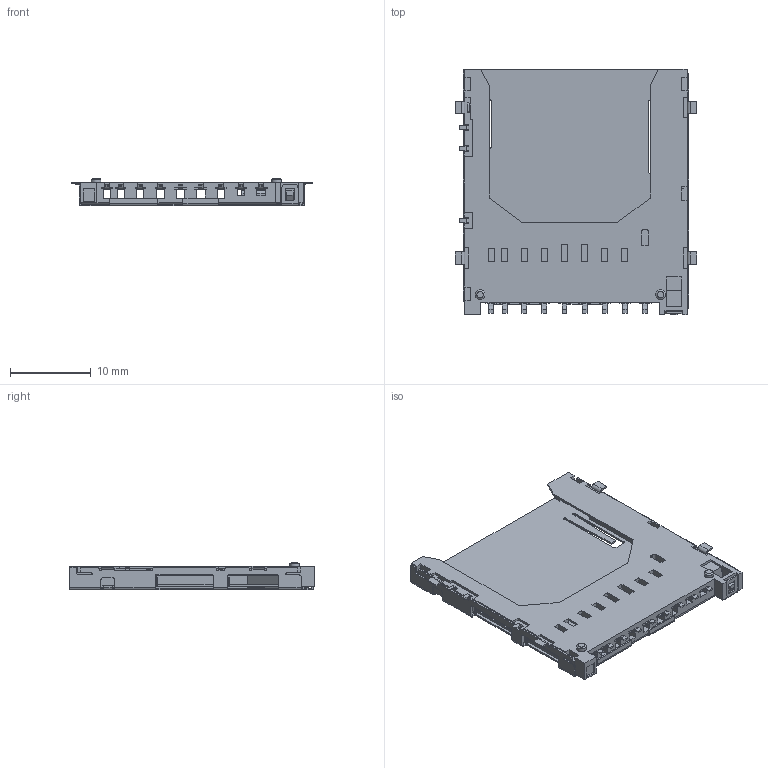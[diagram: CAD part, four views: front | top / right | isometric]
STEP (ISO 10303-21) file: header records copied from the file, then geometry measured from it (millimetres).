
FILE_DESCRIPTION(/* description */ (''),/* implementation_level */ '2;1');
FILE_NAME(/* name */ 'DM1AA-SF-PEJ.step',/* time_stamp */ '2023-11-01T22:10:46Z',/* author */ (''),/* organization */ (''),/* preprocessor_version */ 'ST-DEVELOPER v20',/* originating_system */ 'Autodesk Translation Framework v12.14.0.127',/* authorisation */ '');
FILE_SCHEMA (('AUTOMOTIVE_DESIGN { 1 0 10303 214 3 1 1 }'));
Length unit declared in the file: millimetre
Products named in the file (1): DM1AA-SF-PEJ
Bounding box: 30 x 30.5 x 3.45 mm (x, y, z)
Volume: 638.5 mm3; surface area: 3103 mm2
Topology: 1 solids, 1 shells, 920 faces, 2736 edges, 1773 vertices
Faces by surface type: plane 722, cylinder 196, cone 2
Full cylindrical faces by diameter (mm): 1.2 x2
Entity records: 30779 total; most frequent: ORIENTED_EDGE 5472, CARTESIAN_POINT 5438, DIRECTION 4974, EDGE_CURVE 2736, LINE 2336, VECTOR 2336, VERTEX_POINT 1773, AXIS2_PLACEMENT_3D 1319
